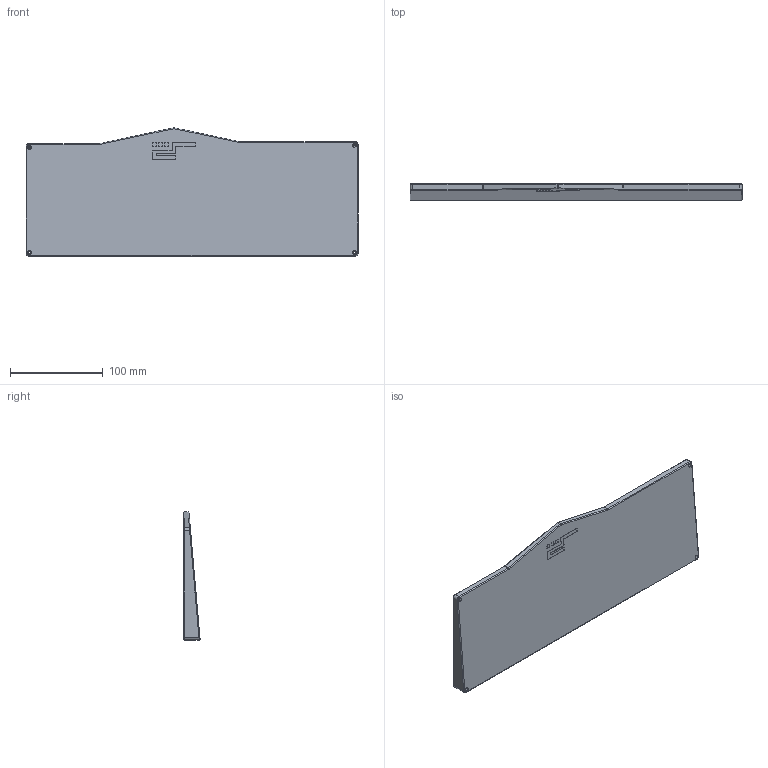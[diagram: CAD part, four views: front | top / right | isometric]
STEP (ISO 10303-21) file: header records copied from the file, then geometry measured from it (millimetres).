
FILE_DESCRIPTION(/* description */ (''),/* implementation_level */ '2;1');
FILE_NAME(/* name */ 'Bottom.step',/* time_stamp */ '2021-01-25T15:47:47-05:00',/* author */ (''),/* organization */ (''),/* preprocessor_version */ 'ST-DEVELOPER v18.1',/* originating_system */ 'Autodesk Translation Framework v9.7.1.1290',/* authorisation */ '');
FILE_SCHEMA (('AUTOMOTIVE_DESIGN { 1 0 10303 214 3 1 1 }'));
Length unit declared in the file: millimetre
Products named in the file (1): Bottom
Bounding box: 357.63 x 17.33 x 138.15 mm (x, y, z)
Volume: 416747.3 mm3; surface area: 105595.1 mm2
Topology: 1 solids, 1 shells, 300 faces, 761 edges, 476 vertices
Faces by surface type: plane 146, cylinder 93, cone 40, bspline 21
Full cylindrical faces by diameter (mm): 1.623 x4, 4 x4
Entity records: 9237 total; most frequent: CARTESIAN_POINT 1897, DIRECTION 1528, ORIENTED_EDGE 1522, EDGE_CURVE 761, AXIS2_PLACEMENT_3D 515, LINE 498, VECTOR 498, VERTEX_POINT 476
